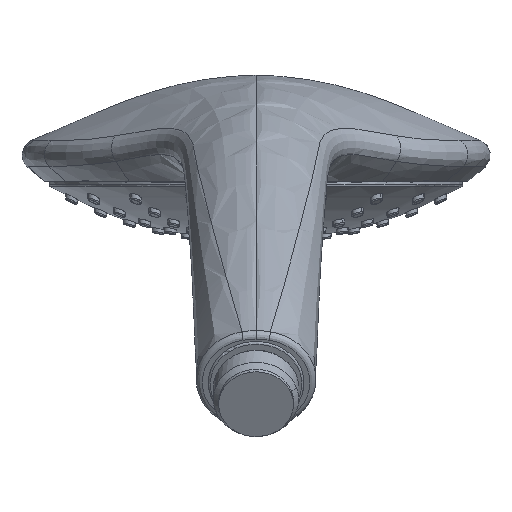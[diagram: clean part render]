
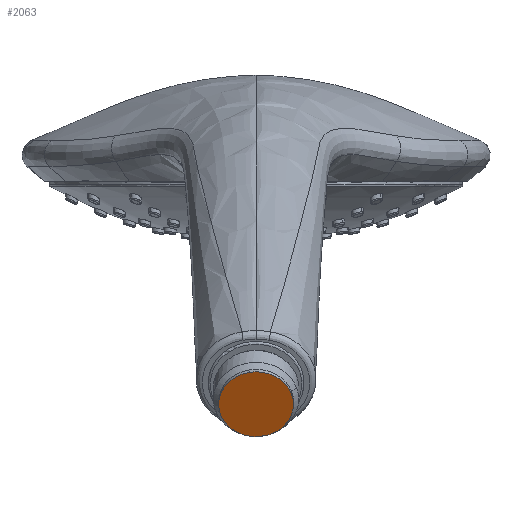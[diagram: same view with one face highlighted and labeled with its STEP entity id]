
A CAD part, left-side view. The second image highlights one B-rep face of the part: STEP entity #2063.
In plain terms, the highlighted planar face has unit normal (-0.866, 0, -0.5).
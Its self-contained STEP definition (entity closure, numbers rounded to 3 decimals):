
#110=PLANE('',#67188);
#685=CIRCLE('',#67185,9.2);
#686=CIRCLE('',#67187,9.2);
#2063=ADVANCED_FACE('extract',(#2884),#110,.T.);
#2884=FACE_OUTER_BOUND('',#13749,.T.);
#7473=ORIENTED_EDGE('',*,*,#9681,.T.);
#7474=ORIENTED_EDGE('',*,*,#9682,.T.);
#9681=EDGE_CURVE('1077',#12766,#12767,#685,.T.);
#9682=EDGE_CURVE('1078',#12767,#12766,#686,.T.);
#12766=VERTEX_POINT('789',#66526);
#12767=VERTEX_POINT('790',#66528);
#13749=EDGE_LOOP('',(#7473,#7474));
#66526=CARTESIAN_POINT('',(-198.543,1.598,-24.826));
#66528=CARTESIAN_POINT('',(-189.483,-1.598,-40.518));
#66530=CARTESIAN_POINT('',(-194.013,0.,-32.672));
#66531=CARTESIAN_POINT('',(-200.123,-12.967,-22.088));
#67185=AXIS2_PLACEMENT_3D('',#66530,#67804,#67868);
#67187=AXIS2_PLACEMENT_3D('',#66530,#67804,#67870);
#67188=AXIS2_PLACEMENT_3D('',#66531,#67804,#67211);
#67211=DIRECTION('',(0.,1.,0.));
#67804=DIRECTION('',(-0.866,0.,-0.5));
#67868=DIRECTION('',(-0.492,0.174,0.853));
#67870=DIRECTION('',(0.492,-0.174,-0.853));
